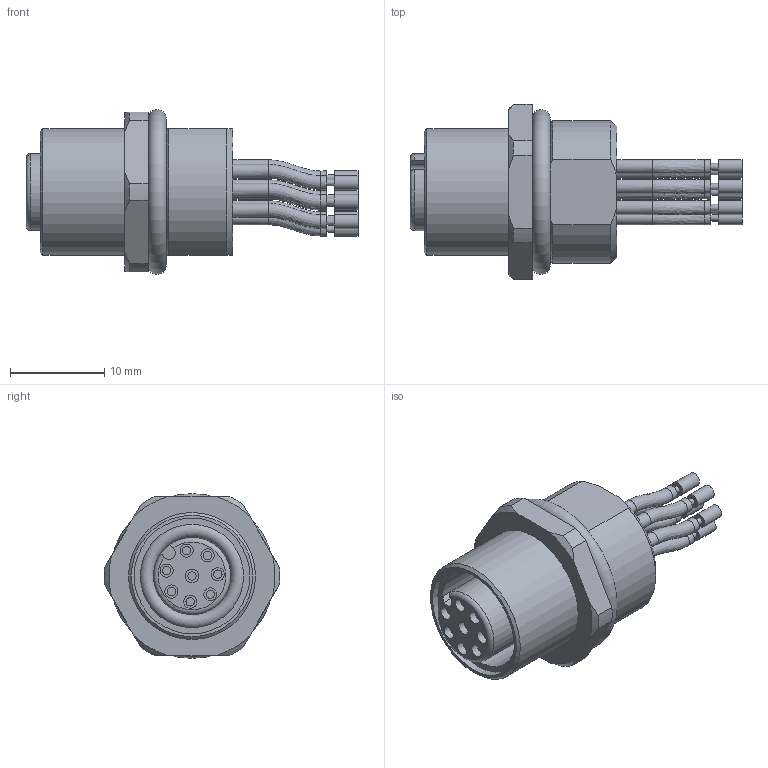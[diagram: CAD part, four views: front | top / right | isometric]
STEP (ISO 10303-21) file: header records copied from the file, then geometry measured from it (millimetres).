
FILE_DESCRIPTION(/* description */ (''),/* implementation_level */ '2;1');
FILE_NAME(/* name */ 'AL-FVM12EKUA8-m_PG9.stp',/* time_stamp */ '2019-01-11T08:18:36+01:00',/* author */ (''),/* organization */ (''),/* preprocessor_version */ 'ST-DEVELOPER v16',/* originating_system */ 'SIEMENS PLM Software NX 10.0',/* authorisation */ '');
FILE_SCHEMA (('AUTOMOTIVE_DESIGN { 1 0 10303 214 3 1 1 1 }'));
Length unit declared in the file: millimetre
Products named in the file (1): v.sh12C8C3725my9
Bounding box: 35.3 x 18.69 x 17.5 mm (x, y, z)
Volume: 3424.8 mm3; surface area: 3087.3 mm2
Topology: 3 solids, 3 shells, 148 faces, 308 edges, 208 vertices
Faces by surface type: cylinder 62, plane 61, cone 13, bspline 8, torus 4
Full cylindrical faces by diameter (mm): 0.7 x8, 0.9 x8, 1.4 x8, 1.5 x24, 10.985 x1, 12.3 x1, 13.5 x2
Entity records: 3948 total; most frequent: CARTESIAN_POINT 1206, DIRECTION 576, ORIENTED_EDGE 412, AXIS2_PLACEMENT_3D 267, EDGE_LOOP 256, FACE_BOUND 208, EDGE_CURVE 206, VERTEX_POINT 174
